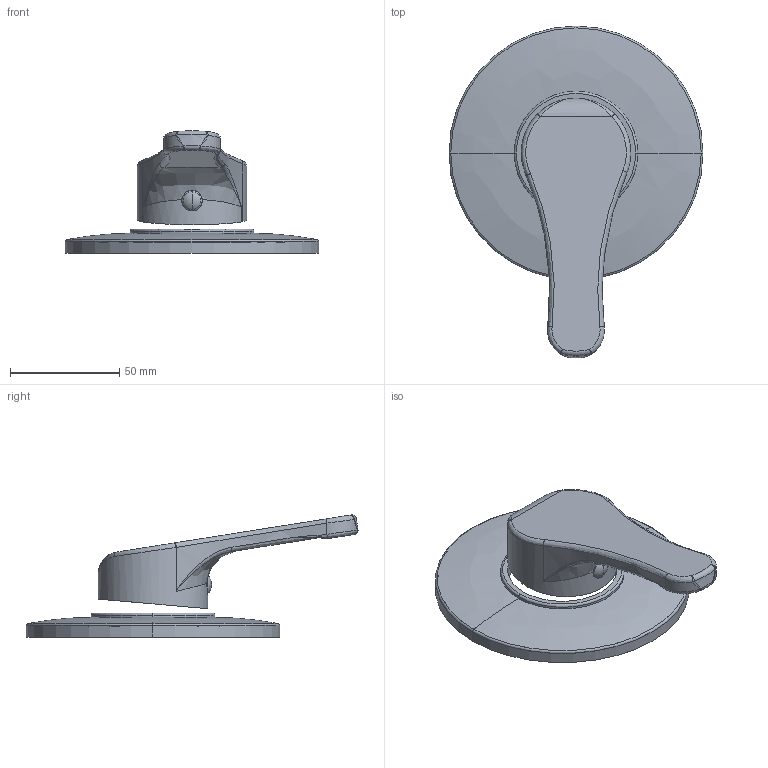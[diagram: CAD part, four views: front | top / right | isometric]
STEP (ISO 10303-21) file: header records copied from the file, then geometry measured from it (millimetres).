
FILE_DESCRIPTION((''),'2;1');
FILE_NAME('NT010CREST','2021-11-10T11:23:48',('ut3'),('PAFFONI SpA'),'CREO PARAMETRIC BY PTC INC, 2020044','CREO PARAMETRIC BY PTC INC, 2020044','');
FILE_SCHEMA(('CONFIG_CONTROL_DESIGN','SHAPE_APPEARANCE_LAYERS_GROUPS'));
Length unit declared in the file: millimetre
Products named in the file (1): NT010CREST
Bounding box: 116 x 151.68 x 55.84 mm (x, y, z)
Volume: 43661.2 mm3; surface area: 41418.2 mm2
Topology: 2 solids, 2 shells, 158 faces, 396 edges, 244 vertices
Faces by surface type: cylinder 50, plane 47, bspline 37, cone 9, torus 8, sphere 7
Entity records: 9655 total; most frequent: CARTESIAN_POINT 4962, ORIENTED_EDGE 788, DIRECTION 657, EDGE_CURVE 394, AXIS2_PLACEMENT_3D 253, VERTEX_POINT 244, EDGE_LOOP 174, FILL_AREA_STYLE_COLOUR 159
